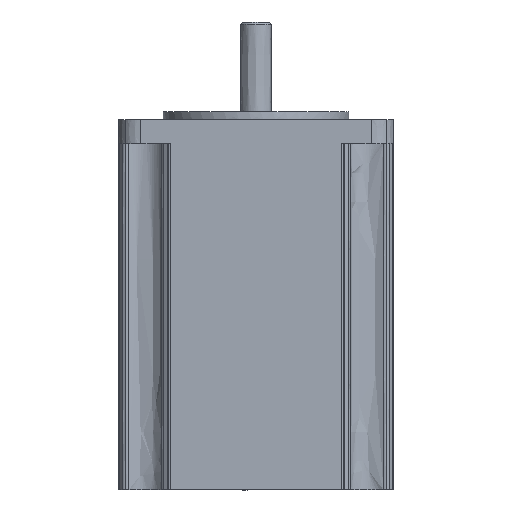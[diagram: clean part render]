
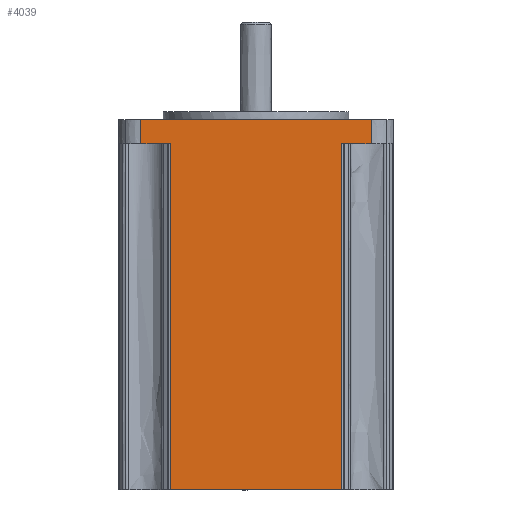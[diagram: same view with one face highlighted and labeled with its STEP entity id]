
A CAD part, front view. The second image highlights one B-rep face of the part: STEP entity #4039.
In plain terms, the highlighted planar face has unit normal (0, -1, 0).
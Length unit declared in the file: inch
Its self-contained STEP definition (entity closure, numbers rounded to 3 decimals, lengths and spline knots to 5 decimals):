
#81 = CARTESIAN_POINT ( 'NONE',  ( 0.92913, -1.11024, -0.09843 ) ) ;
#92 = DIRECTION ( 'NONE',  ( 1., 0., 0. ) ) ;
#104 = VERTEX_POINT ( 'NONE', #1920 ) ;
#193 = ORIENTED_EDGE ( 'NONE', *, *, #6008, .F. ) ;
#271 = VECTOR ( 'NONE', #92, 39.37008 ) ;
#757 = CARTESIAN_POINT ( 'NONE',  ( 0., -1.11024, 0. ) ) ;
#1086 = EDGE_CURVE ( 'NONE', #2421, #4709, #2365, .T. ) ;
#1090 = CARTESIAN_POINT ( 'NONE',  ( 0.69273, -1.11024, -2.99213 ) ) ;
#1102 = CARTESIAN_POINT ( 'NONE',  ( 0.92913, -1.11024, 0. ) ) ;
#1175 = VERTEX_POINT ( 'NONE', #1090 ) ;
#1206 = CARTESIAN_POINT ( 'NONE',  ( 0., -1.11024, -0.19685 ) ) ;
#1272 = DIRECTION ( 'NONE',  ( 1., 0., 0. ) ) ;
#1274 = EDGE_CURVE ( 'NONE', #3471, #104, #1354, .T. ) ;
#1327 = ORIENTED_EDGE ( 'NONE', *, *, #6433, .T. ) ;
#1334 = VECTOR ( 'NONE', #4007, 39.37008 ) ;
#1354 = LINE ( 'NONE', #3625, #4963 ) ;
#1363 = CARTESIAN_POINT ( 'NONE',  ( -0.69273, -1.11024, -0.19685 ) ) ;
#1748 = VECTOR ( 'NONE', #3858, 39.37008 ) ;
#1920 = CARTESIAN_POINT ( 'NONE',  ( 0.92913, -1.11024, -0.19685 ) ) ;
#2131 = CARTESIAN_POINT ( 'NONE',  ( -0.92913, -1.11024, 0. ) ) ;
#2164 = CARTESIAN_POINT ( 'NONE',  ( -0.69273, -1.11024, -2.99213 ) ) ;
#2249 = VERTEX_POINT ( 'NONE', #6866 ) ;
#2365 = LINE ( 'NONE', #6701, #6669 ) ;
#2375 = ORIENTED_EDGE ( 'NONE', *, *, #7910, .T. ) ;
#2421 = VERTEX_POINT ( 'NONE', #1363 ) ;
#2933 = ORIENTED_EDGE ( 'NONE', *, *, #1274, .T. ) ;
#3017 = ORIENTED_EDGE ( 'NONE', *, *, #4277, .F. ) ;
#3076 = ORIENTED_EDGE ( 'NONE', *, *, #7477, .T. ) ;
#3415 = ORIENTED_EDGE ( 'NONE', *, *, #5277, .T. ) ;
#3446 = LINE ( 'NONE', #81, #1748 ) ;
#3471 = VERTEX_POINT ( 'NONE', #3736 ) ;
#3500 = DIRECTION ( 'NONE',  ( 0., 0., -1. ) ) ;
#3543 = FACE_OUTER_BOUND ( 'NONE', #6437, .T. ) ;
#3625 = CARTESIAN_POINT ( 'NONE',  ( 0., -1.11024, -0.19685 ) ) ;
#3712 = VERTEX_POINT ( 'NONE', #2131 ) ;
#3736 = CARTESIAN_POINT ( 'NONE',  ( 0.69273, -1.11024, -0.19685 ) ) ;
#3819 = ORIENTED_EDGE ( 'NONE', *, *, #1086, .T. ) ;
#3858 = DIRECTION ( 'NONE',  ( 0., 0., -1. ) ) ;
#4007 = DIRECTION ( 'NONE',  ( 0., 0., -1. ) ) ;
#4023 = LINE ( 'NONE', #1206, #6231 ) ;
#4039 = ADVANCED_FACE ( 'NONE', ( #3543 ), #4202, .T. ) ;
#4202 = PLANE ( 'NONE',  #4261 ) ;
#4212 = CARTESIAN_POINT ( 'NONE',  ( 0.92913, -1.11024, 0. ) ) ;
#4261 = AXIS2_PLACEMENT_3D ( 'NONE', #1102, #6199, #6761 ) ;
#4277 = EDGE_CURVE ( 'NONE', #5891, #104, #3446, .T. ) ;
#4584 = CARTESIAN_POINT ( 'NONE',  ( -0.92913, -1.11024, -1.49606 ) ) ;
#4709 = VERTEX_POINT ( 'NONE', #2164 ) ;
#4963 = VECTOR ( 'NONE', #6888, 39.37008 ) ;
#5120 = CARTESIAN_POINT ( 'NONE',  ( 0.69273, -1.11024, -1.49606 ) ) ;
#5277 = EDGE_CURVE ( 'NONE', #3712, #2249, #6559, .T. ) ;
#5375 = LINE ( 'NONE', #757, #271 ) ;
#5629 = LINE ( 'NONE', #5791, #7438 ) ;
#5723 = VECTOR ( 'NONE', #8279, 39.37008 ) ;
#5791 = CARTESIAN_POINT ( 'NONE',  ( 0., -1.11024, -2.99213 ) ) ;
#5891 = VERTEX_POINT ( 'NONE', #4212 ) ;
#6008 = EDGE_CURVE ( 'NONE', #3712, #5891, #5375, .T. ) ;
#6199 = DIRECTION ( 'NONE',  ( 0., -1., 0. ) ) ;
#6231 = VECTOR ( 'NONE', #7666, 39.37008 ) ;
#6433 = EDGE_CURVE ( 'NONE', #2249, #2421, #4023, .T. ) ;
#6437 = EDGE_LOOP ( 'NONE', ( #3819, #2375, #3076, #2933, #3017, #193, #3415, #1327 ) ) ;
#6559 = LINE ( 'NONE', #4584, #1334 ) ;
#6669 = VECTOR ( 'NONE', #3500, 39.37008 ) ;
#6701 = CARTESIAN_POINT ( 'NONE',  ( -0.69273, -1.11024, -1.49606 ) ) ;
#6761 = DIRECTION ( 'NONE',  ( -1., 0., 0. ) ) ;
#6866 = CARTESIAN_POINT ( 'NONE',  ( -0.92913, -1.11024, -0.19685 ) ) ;
#6888 = DIRECTION ( 'NONE',  ( 1., 0., 0. ) ) ;
#7028 = LINE ( 'NONE', #5120, #5723 ) ;
#7438 = VECTOR ( 'NONE', #1272, 39.37008 ) ;
#7477 = EDGE_CURVE ( 'NONE', #1175, #3471, #7028, .T. ) ;
#7666 = DIRECTION ( 'NONE',  ( 1., 0., 0. ) ) ;
#7910 = EDGE_CURVE ( 'NONE', #4709, #1175, #5629, .T. ) ;
#8279 = DIRECTION ( 'NONE',  ( 0., 0., 1. ) ) ;
